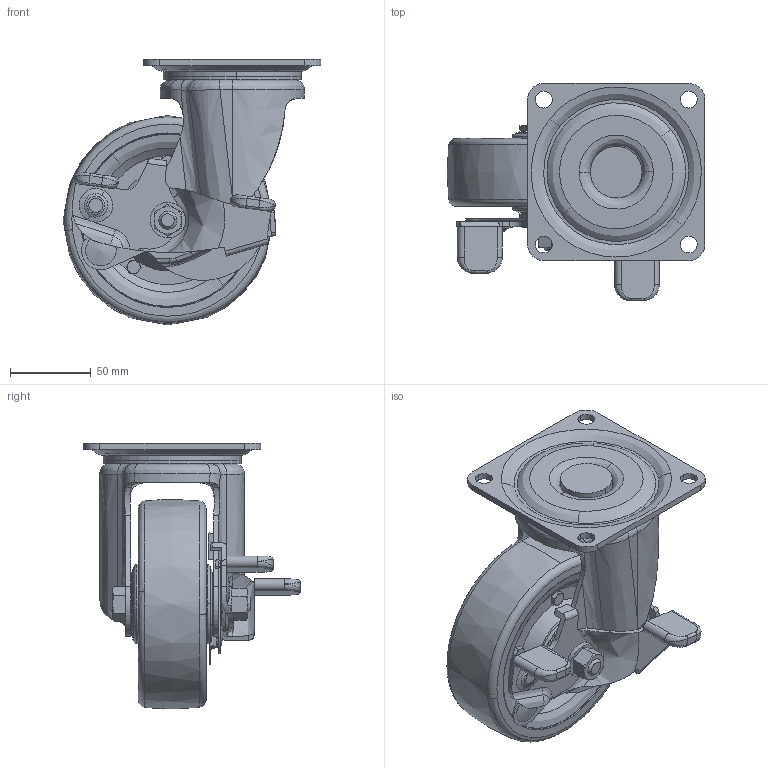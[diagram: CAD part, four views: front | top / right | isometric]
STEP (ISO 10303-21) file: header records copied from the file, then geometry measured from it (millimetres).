
FILE_DESCRIPTION((''),'2;1');
FILE_NAME('','2009-03-19T14:34:23',(''),(''),'','CADfix','');
FILE_SCHEMA(('AUTOMOTIVE_DESIGN { 1 0 10303 214 1 1 1 1 }'));
Length unit declared in the file: millimetre
Bounding box: 160 x 134.6 x 164.99 mm (x, y, z)
Volume: 727812.6 mm3; surface area: 159136.9 mm2
Topology: 7 solids, 7 shells, 605 faces, 1705 edges, 1138 vertices
Faces by surface type: bspline 605
Entity records: 26296 total; most frequent: CARTESIAN_POINT 16823, ORIENTED_EDGE 3404, EDGE_CURVE 1702, VERTEX_POINT 1138, EDGE_LOOP 654, FACE_OUTER_BOUND 605, ADVANCED_FACE 605, QUASI_UNIFORM_CURVE 586
